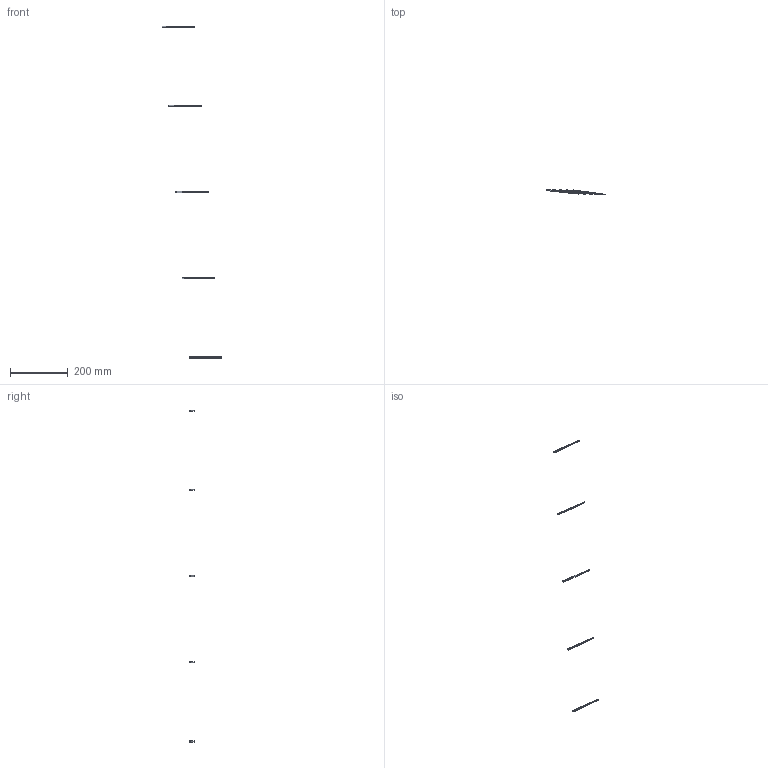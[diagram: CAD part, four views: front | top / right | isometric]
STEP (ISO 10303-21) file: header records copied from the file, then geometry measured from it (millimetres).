
FILE_DESCRIPTION(('FreeCAD Model'),'2;1');
FILE_NAME('wicks.step','2016-08-30T17:20:28',('Author'),(''), 'Open CASCADE STEP processor 6.8','FreeCAD','Unknown');
FILE_SCHEMA(('AUTOMOTIVE_DESIGN_CC2 { 1 2 10303 214 -1 1 5 4 }'));
Length unit declared in the file: millimetre
Products named in the file (1): wicks
Bounding box: 208.49 x 16.61 x 1154 mm (x, y, z)
Volume: 6097.2 mm3; surface area: 7731.8 mm2
Topology: 5 solids, 5 shells, 60 faces, 125 edges, 75 vertices
Faces by surface type: plane 60
Entity records: 3203 total; most frequent: CARTESIAN_POINT 511, DIRECTION 497, LINE 375, VECTOR 375, ORIENTED_EDGE 250, PCURVE 250, DEFINITIONAL_REPRESENTATION 250, EDGE_CURVE 125
